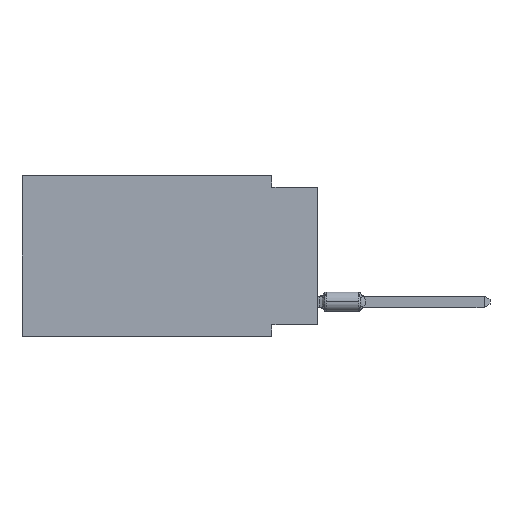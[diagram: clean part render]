
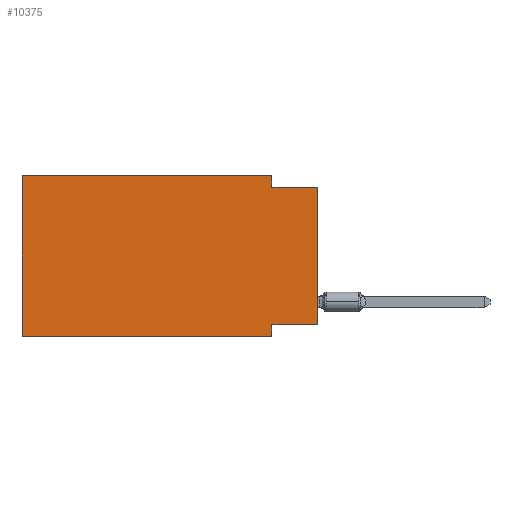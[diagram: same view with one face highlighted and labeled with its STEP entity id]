
A CAD part, left-side view. The second image highlights one B-rep face of the part: STEP entity #10375.
In plain terms, the highlighted planar face has unit normal (-1, 0, 0).
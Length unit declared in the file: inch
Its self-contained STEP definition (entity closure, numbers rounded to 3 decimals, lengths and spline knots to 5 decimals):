
#394 = EDGE_LOOP ( 'NONE', ( #4206, #3863, #10400, #11339, #12277, #10168, #1880, #7278 ) ) ;
#485 = CARTESIAN_POINT ( 'NONE',  ( 0., 0.645, -0.35 ) ) ;
#507 = CARTESIAN_POINT ( 'NONE',  ( 0., 0., -0.325 ) ) ;
#511 = DIRECTION ( 'NONE',  ( 0., 1., 0. ) ) ;
#1124 = DIRECTION ( 'NONE',  ( 0., -1., 0. ) ) ;
#1188 = CARTESIAN_POINT ( 'NONE',  ( 0., 0., -0.025 ) ) ;
#1210 = CARTESIAN_POINT ( 'NONE',  ( 0., 0.1, 0. ) ) ;
#1288 = VERTEX_POINT ( 'NONE', #3841 ) ;
#1296 = VERTEX_POINT ( 'NONE', #5739 ) ;
#1406 = DIRECTION ( 'NONE',  ( 0., 0., -1. ) ) ;
#1484 = VECTOR ( 'NONE', #11016, 39.37008 ) ;
#1642 = VECTOR ( 'NONE', #9240, 39.37008 ) ;
#1880 = ORIENTED_EDGE ( 'NONE', *, *, #12419, .F. ) ;
#1897 = EDGE_CURVE ( 'NONE', #1288, #8288, #7600, .T. ) ;
#2018 = FACE_OUTER_BOUND ( 'NONE', #394, .T. ) ;
#2275 = LINE ( 'NONE', #10468, #6233 ) ;
#2732 = CARTESIAN_POINT ( 'NONE',  ( 0., 0.645, 0. ) ) ;
#2737 = VERTEX_POINT ( 'NONE', #485 ) ;
#2854 = CARTESIAN_POINT ( 'NONE',  ( 0., 0.1, -0.025 ) ) ;
#3209 = AXIS2_PLACEMENT_3D ( 'NONE', #8222, #8286, #12399 ) ;
#3841 = CARTESIAN_POINT ( 'NONE',  ( 0., 0.1, 0. ) ) ;
#3863 = ORIENTED_EDGE ( 'NONE', *, *, #7243, .F. ) ;
#4113 = EDGE_CURVE ( 'NONE', #2737, #1296, #9267, .T. ) ;
#4206 = ORIENTED_EDGE ( 'NONE', *, *, #9890, .T. ) ;
#4298 = VECTOR ( 'NONE', #5866, 39.37008 ) ;
#4311 = CARTESIAN_POINT ( 'NONE',  ( 0., 0.1, -0.325 ) ) ;
#5193 = CARTESIAN_POINT ( 'NONE',  ( 0., 0.1, -0.35 ) ) ;
#5739 = CARTESIAN_POINT ( 'NONE',  ( 0., 0.645, 0. ) ) ;
#5839 = CARTESIAN_POINT ( 'NONE',  ( 0., 0.645, 0. ) ) ;
#5866 = DIRECTION ( 'NONE',  ( 0., 0., 1. ) ) ;
#6233 = VECTOR ( 'NONE', #1124, 39.37008 ) ;
#6557 = CARTESIAN_POINT ( 'NONE',  ( 0., 0.1, -0.35 ) ) ;
#6572 = VERTEX_POINT ( 'NONE', #4311 ) ;
#6686 = EDGE_CURVE ( 'NONE', #1296, #1288, #10076, .T. ) ;
#6839 = LINE ( 'NONE', #11914, #1484 ) ;
#6933 = EDGE_CURVE ( 'NONE', #9620, #6572, #12801, .T. ) ;
#7243 = EDGE_CURVE ( 'NONE', #8288, #7253, #2275, .T. ) ;
#7253 = VERTEX_POINT ( 'NONE', #1188 ) ;
#7278 = ORIENTED_EDGE ( 'NONE', *, *, #6933, .F. ) ;
#7600 = LINE ( 'NONE', #1210, #11389 ) ;
#7901 = CARTESIAN_POINT ( 'NONE',  ( 0., 0., 0. ) ) ;
#8222 = CARTESIAN_POINT ( 'NONE',  ( 0., 0.645, 0. ) ) ;
#8286 = DIRECTION ( 'NONE',  ( 1., 0., 0. ) ) ;
#8288 = VERTEX_POINT ( 'NONE', #2854 ) ;
#8621 = VECTOR ( 'NONE', #511, 39.37008 ) ;
#8846 = VECTOR ( 'NONE', #12026, 39.37008 ) ;
#9240 = DIRECTION ( 'NONE',  ( 0., -1., 0. ) ) ;
#9267 = LINE ( 'NONE', #2732, #4298 ) ;
#9346 = DIRECTION ( 'NONE',  ( 0., 0., -1. ) ) ;
#9620 = VERTEX_POINT ( 'NONE', #507 ) ;
#9650 = CARTESIAN_POINT ( 'NONE',  ( 0., 0., -0.325 ) ) ;
#9890 = EDGE_CURVE ( 'NONE', #9620, #7253, #11890, .T. ) ;
#9955 = VERTEX_POINT ( 'NONE', #6557 ) ;
#10076 = LINE ( 'NONE', #5839, #1642 ) ;
#10168 = ORIENTED_EDGE ( 'NONE', *, *, #10718, .T. ) ;
#10375 = ADVANCED_FACE ( 'NONE', ( #2018 ), #13472, .F. ) ;
#10400 = ORIENTED_EDGE ( 'NONE', *, *, #1897, .F. ) ;
#10468 = CARTESIAN_POINT ( 'NONE',  ( 0., 0., -0.025 ) ) ;
#10718 = EDGE_CURVE ( 'NONE', #2737, #9955, #6839, .T. ) ;
#11016 = DIRECTION ( 'NONE',  ( 0., -1., 0. ) ) ;
#11339 = ORIENTED_EDGE ( 'NONE', *, *, #6686, .F. ) ;
#11389 = VECTOR ( 'NONE', #1406, 39.37008 ) ;
#11890 = LINE ( 'NONE', #7901, #8846 ) ;
#11914 = CARTESIAN_POINT ( 'NONE',  ( 0., 0.645, -0.35 ) ) ;
#12026 = DIRECTION ( 'NONE',  ( 0., 0., 1. ) ) ;
#12195 = VECTOR ( 'NONE', #9346, 39.37008 ) ;
#12277 = ORIENTED_EDGE ( 'NONE', *, *, #4113, .F. ) ;
#12399 = DIRECTION ( 'NONE',  ( 0., 0., -1. ) ) ;
#12419 = EDGE_CURVE ( 'NONE', #6572, #9955, #12439, .T. ) ;
#12439 = LINE ( 'NONE', #5193, #12195 ) ;
#12801 = LINE ( 'NONE', #9650, #8621 ) ;
#13472 = PLANE ( 'NONE',  #3209 ) ;
